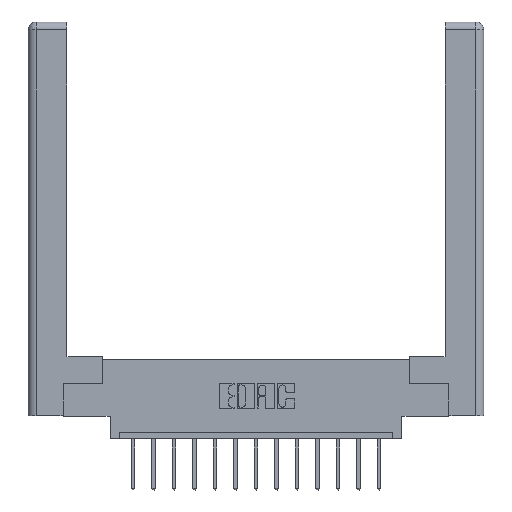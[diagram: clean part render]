
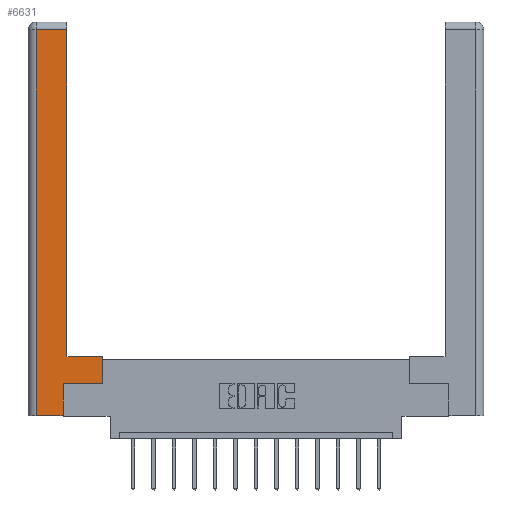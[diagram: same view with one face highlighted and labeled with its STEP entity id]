
A CAD part, top view. The second image highlights one B-rep face of the part: STEP entity #6631.
In plain terms, the highlighted planar face has unit normal (0, 0, 1).
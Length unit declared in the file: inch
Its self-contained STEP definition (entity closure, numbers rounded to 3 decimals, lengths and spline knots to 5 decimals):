
#127 = DIRECTION ( 'NONE',  ( 0., 1., 0. ) ) ;
#1452 = LINE ( 'NONE', #6139, #4919 ) ;
#1647 = VERTEX_POINT ( 'NONE', #7249 ) ;
#1710 = EDGE_CURVE ( 'NONE', #1647, #15927, #3104, .T. ) ;
#1868 = LINE ( 'NONE', #14366, #14758 ) ;
#1950 = VECTOR ( 'NONE', #2856, 39.37008 ) ;
#2300 = CARTESIAN_POINT ( 'NONE',  ( 0.0615, 0., 0. ) ) ;
#2312 = CARTESIAN_POINT ( 'NONE',  ( 0.265, 0.245, 0. ) ) ;
#2769 = VECTOR ( 'NONE', #16203, 39.37008 ) ;
#2843 = ORIENTED_EDGE ( 'NONE', *, *, #11217, .T. ) ;
#2856 = DIRECTION ( 'NONE',  ( 0., 1., 0. ) ) ;
#3104 = LINE ( 'NONE', #12612, #1950 ) ;
#3502 = DIRECTION ( 'NONE',  ( 1., 0., 0. ) ) ;
#3541 = VERTEX_POINT ( 'NONE', #10404 ) ;
#3663 = CARTESIAN_POINT ( 'NONE',  ( 0.565, 0.245, 0. ) ) ;
#3694 = VECTOR ( 'NONE', #12367, 39.37008 ) ;
#4108 = CARTESIAN_POINT ( 'NONE',  ( 0., 0., 0. ) ) ;
#4716 = ORIENTED_EDGE ( 'NONE', *, *, #8811, .T. ) ;
#4752 = VECTOR ( 'NONE', #3502, 39.37008 ) ;
#4919 = VECTOR ( 'NONE', #16073, 39.37008 ) ;
#5670 = LINE ( 'NONE', #12690, #12130 ) ;
#5942 = ORIENTED_EDGE ( 'NONE', *, *, #7003, .T. ) ;
#6139 = CARTESIAN_POINT ( 'NONE',  ( 0.0615, 2.94, 0. ) ) ;
#6222 = CARTESIAN_POINT ( 'NONE',  ( 0.0615, 0., 0. ) ) ;
#6261 = VERTEX_POINT ( 'NONE', #8829 ) ;
#6284 = AXIS2_PLACEMENT_3D ( 'NONE', #4108, #9167, #10436 ) ;
#6508 = EDGE_CURVE ( 'NONE', #15927, #6261, #11233, .T. ) ;
#6542 = VERTEX_POINT ( 'NONE', #7282 ) ;
#6631 = ADVANCED_FACE ( 'NONE', ( #15167 ), #10327, .F. ) ;
#6950 = DIRECTION ( 'NONE',  ( -1., 0., 0. ) ) ;
#7003 = EDGE_CURVE ( 'NONE', #6542, #11646, #1868, .T. ) ;
#7249 = CARTESIAN_POINT ( 'NONE',  ( 0.265, 0., 0. ) ) ;
#7282 = CARTESIAN_POINT ( 'NONE',  ( 0.565, 0.45, 0. ) ) ;
#7494 = EDGE_CURVE ( 'NONE', #8412, #3541, #1452, .T. ) ;
#8412 = VERTEX_POINT ( 'NONE', #9151 ) ;
#8646 = CARTESIAN_POINT ( 'NONE',  ( 0.265, 0., 0. ) ) ;
#8786 = EDGE_CURVE ( 'NONE', #6261, #6542, #5670, .T. ) ;
#8811 = EDGE_CURVE ( 'NONE', #11646, #8412, #15673, .T. ) ;
#8829 = CARTESIAN_POINT ( 'NONE',  ( 0.565, 0.245, 0. ) ) ;
#8850 = ORIENTED_EDGE ( 'NONE', *, *, #12874, .T. ) ;
#9151 = CARTESIAN_POINT ( 'NONE',  ( 0.295, 2.94, 0. ) ) ;
#9167 = DIRECTION ( 'NONE',  ( 0., 0., -1. ) ) ;
#10327 = PLANE ( 'NONE',  #6284 ) ;
#10329 = LINE ( 'NONE', #8646, #3694 ) ;
#10404 = CARTESIAN_POINT ( 'NONE',  ( 0.0615, 2.94, 0. ) ) ;
#10436 = DIRECTION ( 'NONE',  ( -1., 0., 0. ) ) ;
#10497 = CARTESIAN_POINT ( 'NONE',  ( 0.295, 0.45, 0. ) ) ;
#11217 = EDGE_CURVE ( 'NONE', #3541, #12694, #12951, .T. ) ;
#11233 = LINE ( 'NONE', #3663, #4752 ) ;
#11646 = VERTEX_POINT ( 'NONE', #10497 ) ;
#11726 = EDGE_LOOP ( 'NONE', ( #4716, #14829, #2843, #8850, #12576, #15387, #14914, #5942 ) ) ;
#11729 = VECTOR ( 'NONE', #15539, 39.37008 ) ;
#12130 = VECTOR ( 'NONE', #127, 39.37008 ) ;
#12367 = DIRECTION ( 'NONE',  ( 1., 0., 0. ) ) ;
#12576 = ORIENTED_EDGE ( 'NONE', *, *, #1710, .T. ) ;
#12612 = CARTESIAN_POINT ( 'NONE',  ( 0.265, 0.245, 0. ) ) ;
#12690 = CARTESIAN_POINT ( 'NONE',  ( 0.565, 0.45, 0. ) ) ;
#12694 = VERTEX_POINT ( 'NONE', #6222 ) ;
#12868 = CARTESIAN_POINT ( 'NONE',  ( 0.295, 3., 0. ) ) ;
#12874 = EDGE_CURVE ( 'NONE', #12694, #1647, #10329, .T. ) ;
#12951 = LINE ( 'NONE', #2300, #2769 ) ;
#14366 = CARTESIAN_POINT ( 'NONE',  ( 0.295, 0.45, 0. ) ) ;
#14758 = VECTOR ( 'NONE', #6950, 39.37008 ) ;
#14829 = ORIENTED_EDGE ( 'NONE', *, *, #7494, .T. ) ;
#14914 = ORIENTED_EDGE ( 'NONE', *, *, #8786, .T. ) ;
#15167 = FACE_OUTER_BOUND ( 'NONE', #11726, .T. ) ;
#15387 = ORIENTED_EDGE ( 'NONE', *, *, #6508, .T. ) ;
#15539 = DIRECTION ( 'NONE',  ( 0., 1., 0. ) ) ;
#15673 = LINE ( 'NONE', #12868, #11729 ) ;
#15927 = VERTEX_POINT ( 'NONE', #2312 ) ;
#16073 = DIRECTION ( 'NONE',  ( -1., 0., 0. ) ) ;
#16203 = DIRECTION ( 'NONE',  ( 0., -1., 0. ) ) ;
